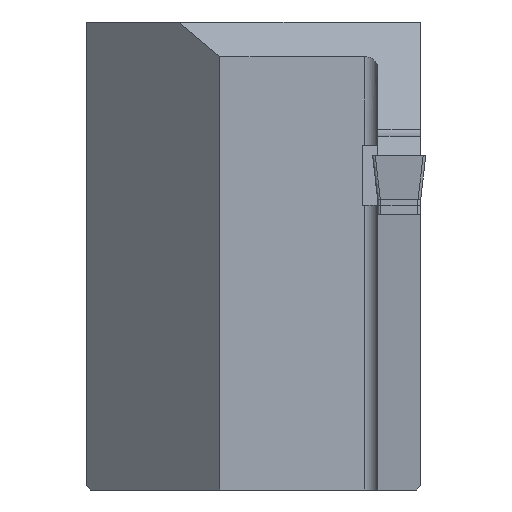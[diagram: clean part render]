
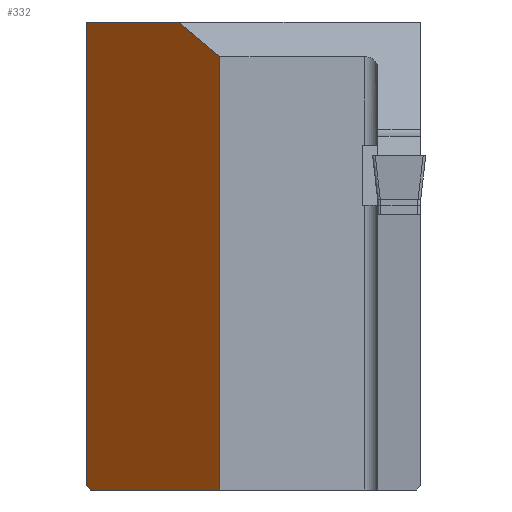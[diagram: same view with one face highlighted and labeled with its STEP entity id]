
A CAD part, left-side view. The second image highlights one B-rep face of the part: STEP entity #332.
In plain terms, the highlighted planar face has unit normal (-0.707, 0.707, 0).
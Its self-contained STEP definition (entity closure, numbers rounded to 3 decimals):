
#332=ADVANCED_FACE('',(#454),#397,.F.);
#397=PLANE('',#1498);
#454=FACE_OUTER_BOUND('',#521,.T.);
#521=EDGE_LOOP('',(#681,#682,#683,#684,#685,#686));
#681=ORIENTED_EDGE('',*,*,#1052,.F.);
#682=ORIENTED_EDGE('',*,*,#1084,.T.);
#683=ORIENTED_EDGE('',*,*,#1010,.F.);
#684=ORIENTED_EDGE('',*,*,#1017,.F.);
#685=ORIENTED_EDGE('',*,*,#1045,.F.);
#686=ORIENTED_EDGE('',*,*,#1056,.F.);
#904=VERTEX_POINT('',#1894);
#905=VERTEX_POINT('',#1896);
#911=VERTEX_POINT('',#1909);
#934=VERTEX_POINT('',#1966);
#940=VERTEX_POINT('',#1980);
#941=VERTEX_POINT('',#1982);
#1010=EDGE_CURVE('',#904,#905,#1179,.T.);
#1017=EDGE_CURVE('',#911,#904,#1185,.T.);
#1045=EDGE_CURVE('',#934,#911,#1208,.T.);
#1052=EDGE_CURVE('',#940,#941,#1215,.T.);
#1056=EDGE_CURVE('',#941,#934,#1219,.T.);
#1084=EDGE_CURVE('',#940,#905,#1243,.T.);
#1179=LINE('',#1895,#1322);
#1185=LINE('',#1910,#1328);
#1208=LINE('',#1968,#1351);
#1215=LINE('',#1981,#1358);
#1219=LINE('',#1989,#1362);
#1243=LINE('',#2042,#1386);
#1322=VECTOR('',#1561,1.);
#1328=VECTOR('',#1571,1.);
#1351=VECTOR('',#1616,1.);
#1358=VECTOR('',#1625,1.);
#1362=VECTOR('',#1631,1.);
#1386=VECTOR('',#1695,1.);
#1498=AXIS2_PLACEMENT_3D('',#2043,#1696,#1697);
#1561=DIRECTION('',(-0.707,-0.707,0.));
#1571=DIRECTION('',(0.,0.,1.));
#1616=DIRECTION('',(0.577,0.577,0.577));
#1625=DIRECTION('',(0.,0.,-1.));
#1631=DIRECTION('',(0.707,0.707,0.));
#1695=DIRECTION('',(0.608,0.608,0.51));
#1696=DIRECTION('',(0.707,-0.707,0.));
#1697=DIRECTION('',(0.707,0.707,0.));
#1894=CARTESIAN_POINT('',(24.,0.,10.));
#1895=CARTESIAN_POINT('',(14.,-10.,10.));
#1896=CARTESIAN_POINT('',(17.085,-6.915,10.));
#1909=CARTESIAN_POINT('',(24.,0.,-24.7));
#1910=CARTESIAN_POINT('',(24.,0.,-30.));
#1966=CARTESIAN_POINT('',(23.7,-0.3,-25.));
#1968=CARTESIAN_POINT('',(15.567,-8.433,-33.133));
#1980=CARTESIAN_POINT('',(14.,-10.,7.411));
#1981=CARTESIAN_POINT('',(14.,-10.,-30.));
#1982=CARTESIAN_POINT('',(14.,-10.,-25.));
#1989=CARTESIAN_POINT('',(14.,-10.,-25.));
#2042=CARTESIAN_POINT('',(2.391,-21.609,-2.33));
#2043=CARTESIAN_POINT('',(14.,-10.,-30.));
